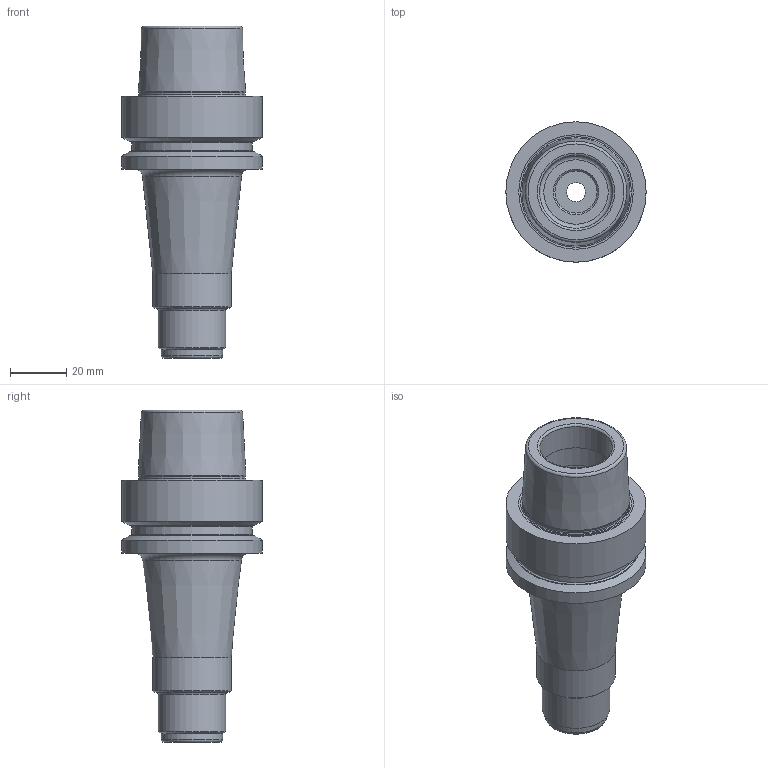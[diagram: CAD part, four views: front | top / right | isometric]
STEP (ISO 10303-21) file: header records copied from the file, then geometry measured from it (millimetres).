
FILE_DESCRIPTION(/* description */ (''),/* implementation_level */ '2;1');
FILE_NAME(/* name */ '555011654.stp',/* time_stamp */ '2021-06-01T08:15:44',/* author */ ('LRA'),/* organization */ ('REGO-FIX'),/* preprocessor_version */ ' Unknown',/* originating_system */ 'SIEMENS PLM Software Solid Edge ST10',/* authorization */ 'Unknown');
FILE_SCHEMA (('AUTOMOTIVE_DESIGN { 1 0 10303 214 2 1 1}'));
Length unit declared in the file: millimetre
Products named in the file (1): 0008981
Bounding box: 50 x 50 x 118.3 mm (x, y, z)
Volume: 89799.8 mm3; surface area: 23028.2 mm2
Topology: 1 solids, 1 shells, 52 faces, 100 edges, 58 vertices
Faces by surface type: cylinder 15, torus 14, cone 13, plane 10
Full cylindrical faces by diameter (mm): 6.8 x1, 10.5 x1, 15 x1, 16.6 x1, 22 x1, 24 x1, 26 x2, 28 x1, 32 x1, 38.11 x1, 38.51 x1, 43 x1, 50 x2
Entity records: 1092 total; most frequent: DIRECTION 216, CARTESIAN_POINT 160, AXIS2_PLACEMENT_3D 108, ORIENTED_EDGE 104, EDGE_LOOP 104, FACE_BOUND 104, EDGE_CURVE 52, VERTEX_POINT 52
